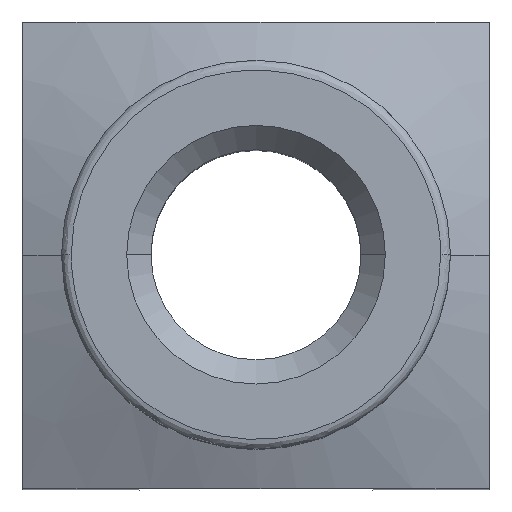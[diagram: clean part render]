
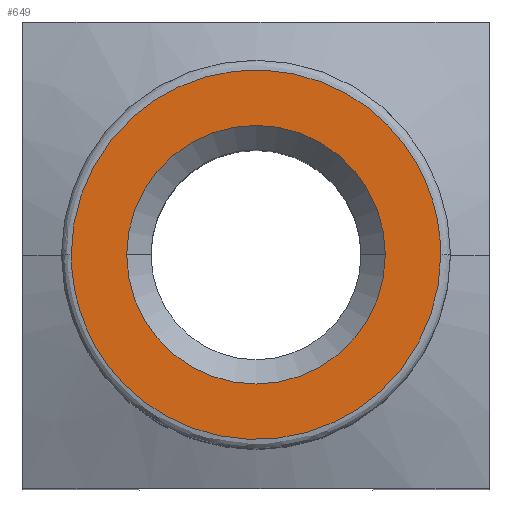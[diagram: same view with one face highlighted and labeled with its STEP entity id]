
A CAD part, top view. The second image highlights one B-rep face of the part: STEP entity #649.
In plain terms, the highlighted planar face has unit normal (0, 0, 1).
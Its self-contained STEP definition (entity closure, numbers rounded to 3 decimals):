
#15 = VERTEX_POINT ( 'NONE', #275 ) ;
#53 = CARTESIAN_POINT ( 'NONE',  ( 9.5, 0., 62. ) ) ;
#129 = DIRECTION ( 'NONE',  ( 0., 0., -1. ) ) ;
#130 = CARTESIAN_POINT ( 'NONE',  ( -9.5, 0., 62. ) ) ;
#134 = CARTESIAN_POINT ( 'NONE',  ( 0., 0., 62. ) ) ;
#153 = CARTESIAN_POINT ( 'NONE',  ( 0., 0., 62. ) ) ;
#191 = EDGE_CURVE ( 'NONE', #15, #984, #1024, .T. ) ;
#259 =( BOUNDED_CURVE ( )  B_SPLINE_CURVE ( 3, ( #130, #287, #948, #708 ),
 .UNSPECIFIED., .F., .F. ) 
 B_SPLINE_CURVE_WITH_KNOTS ( ( 4, 4 ),
 ( 0., 1. ),
 .UNSPECIFIED. ) 
 CURVE ( )  GEOMETRIC_REPRESENTATION_ITEM ( )  RATIONAL_B_SPLINE_CURVE ( ( 1., 0.333, 0.333, 1. ) ) 
 REPRESENTATION_ITEM ( '' )  );
#275 = CARTESIAN_POINT ( 'NONE',  ( -6.65, 0., 62. ) ) ;
#286 = DIRECTION ( 'NONE',  ( 1., 0., 0. ) ) ;
#287 = CARTESIAN_POINT ( 'NONE',  ( -9.5, 19., 62. ) ) ;
#315 = PLANE ( 'NONE',  #907 ) ;
#399 = CIRCLE ( 'NONE', #751, 6.65 ) ;
#416 =( BOUNDED_CURVE ( )  B_SPLINE_CURVE ( 3, ( #53, #627, #698, #455 ),
 .UNSPECIFIED., .F., .T. ) 
 B_SPLINE_CURVE_WITH_KNOTS ( ( 4, 4 ),
 ( 0., 1. ),
 .UNSPECIFIED. ) 
 CURVE ( )  GEOMETRIC_REPRESENTATION_ITEM ( )  RATIONAL_B_SPLINE_CURVE ( ( 1., 0.333, 0.333, 1. ) ) 
 REPRESENTATION_ITEM ( '' )  );
#424 = VERTEX_POINT ( 'NONE', #692 ) ;
#442 = VERTEX_POINT ( 'NONE', #693 ) ;
#455 = CARTESIAN_POINT ( 'NONE',  ( -9.5, 0., 62. ) ) ;
#479 = ORIENTED_EDGE ( 'NONE', *, *, #918, .F. ) ;
#500 = ORIENTED_EDGE ( 'NONE', *, *, #567, .T. ) ;
#567 = EDGE_CURVE ( 'NONE', #984, #15, #399, .T. ) ;
#615 = DIRECTION ( 'NONE',  ( 1., 0., 0. ) ) ;
#617 = CARTESIAN_POINT ( 'NONE',  ( 6.65, 0., 62. ) ) ;
#627 = CARTESIAN_POINT ( 'NONE',  ( 9.5, -19., 62. ) ) ;
#631 = FACE_BOUND ( 'NONE', #860, .T. ) ;
#646 = DIRECTION ( 'NONE',  ( 0., 0., 1. ) ) ;
#649 = ADVANCED_FACE ( 'NONE', ( #631, #859 ), #315, .T. ) ;
#654 = EDGE_LOOP ( 'NONE', ( #479, #974 ) ) ;
#692 = CARTESIAN_POINT ( 'NONE',  ( 9.5, 0., 62. ) ) ;
#693 = CARTESIAN_POINT ( 'NONE',  ( -9.5, 0., 62. ) ) ;
#698 = CARTESIAN_POINT ( 'NONE',  ( -9.5, -19., 62. ) ) ;
#708 = CARTESIAN_POINT ( 'NONE',  ( 9.5, 0., 62. ) ) ;
#751 = AXIS2_PLACEMENT_3D ( 'NONE', #957, #129, #615 ) ;
#845 = AXIS2_PLACEMENT_3D ( 'NONE', #134, #1029, #286 ) ;
#859 = FACE_OUTER_BOUND ( 'NONE', #654, .T. ) ;
#860 = EDGE_LOOP ( 'NONE', ( #500, #902 ) ) ;
#902 = ORIENTED_EDGE ( 'NONE', *, *, #191, .T. ) ;
#907 = AXIS2_PLACEMENT_3D ( 'NONE', #153, #646, #1048 ) ;
#918 = EDGE_CURVE ( 'NONE', #442, #424, #259, .T. ) ;
#948 = CARTESIAN_POINT ( 'NONE',  ( 9.5, 19., 62. ) ) ;
#957 = CARTESIAN_POINT ( 'NONE',  ( 0., 0., 62. ) ) ;
#974 = ORIENTED_EDGE ( 'NONE', *, *, #985, .F. ) ;
#984 = VERTEX_POINT ( 'NONE', #617 ) ;
#985 = EDGE_CURVE ( 'NONE', #424, #442, #416, .T. ) ;
#1024 = CIRCLE ( 'NONE', #845, 6.65 ) ;
#1029 = DIRECTION ( 'NONE',  ( 0., 0., -1. ) ) ;
#1048 = DIRECTION ( 'NONE',  ( 1., 0., 0. ) ) ;
